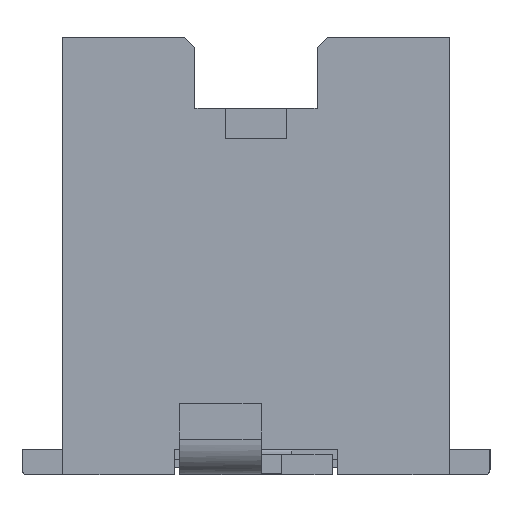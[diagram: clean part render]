
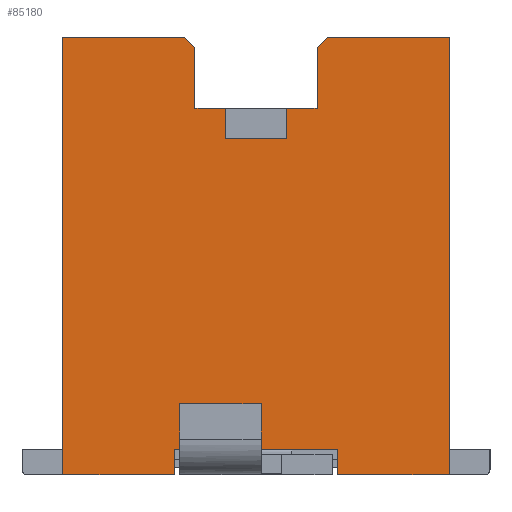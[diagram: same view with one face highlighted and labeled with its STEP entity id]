
A CAD part, left-side view. The second image highlights one B-rep face of the part: STEP entity #85180.
In plain terms, the highlighted planar face has unit normal (-1, 0, 0).
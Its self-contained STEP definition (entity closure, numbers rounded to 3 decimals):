
#12460=CARTESIAN_POINT('',(25.5,76.2,4.3));
#12470=VERTEX_POINT('',#12460);
#12500=CARTESIAN_POINT('',(25.5,77.4,4.3));
#12510=DIRECTION('',(0.,-1.,0.));
#12520=VECTOR('',#12510,1.);
#12530=LINE('',#12500,#12520);
#12540=CARTESIAN_POINT('',(25.5,77.4,4.3));
#12550=VERTEX_POINT('',#12540);
#12560=EDGE_CURVE('',#12550,#12470,#12530,.T.);
#83650=CARTESIAN_POINT('',(25.5,77.4,4.3));
#83660=DIRECTION('',(0.,0.707,-0.707));
#83670=VECTOR('',#83660,1.);
#83680=LINE('',#83650,#83670);
#83690=CARTESIAN_POINT('',(25.5,77.5,4.2));
#83700=VERTEX_POINT('',#83690);
#83710=EDGE_CURVE('',#12550,#83700,#83680,.T.);
#83830=CARTESIAN_POINT('',(25.5,80.,0.));
#83840=DIRECTION('',(1.,0.,0.));
#83850=DIRECTION('',(0.,-1.,0.));
#83860=AXIS2_PLACEMENT_3D('',#83830,#83840,#83850);
#83870=PLANE('',#83860);
#83880=CARTESIAN_POINT('',(25.5,80.,0.));
#83890=DIRECTION('',(0.,-1.,0.));
#83900=VECTOR('',#83890,1.);
#83910=LINE('',#83880,#83900);
#83920=CARTESIAN_POINT('',(25.5,80.,0.));
#83930=VERTEX_POINT('',#83920);
#83940=CARTESIAN_POINT('',(25.5,78.9,0.));
#83950=VERTEX_POINT('',#83940);
#83960=EDGE_CURVE('',#83930,#83950,#83910,.T.);
#83970=ORIENTED_EDGE('',*,*,#83960,.T.);
#83980=CARTESIAN_POINT('',(25.5,80.,4.3));
#83990=DIRECTION('',(0.,0.,-1.));
#84000=VECTOR('',#83990,1.);
#84010=LINE('',#83980,#84000);
#84020=CARTESIAN_POINT('',(25.5,80.,4.3));
#84030=VERTEX_POINT('',#84020);
#84040=EDGE_CURVE('',#84030,#83930,#84010,.T.);
#84050=ORIENTED_EDGE('',*,*,#84040,.T.);
#84060=CARTESIAN_POINT('',(25.5,80.,4.3));
#84070=DIRECTION('',(0.,-1.,0.));
#84080=VECTOR('',#84070,1.);
#84090=LINE('',#84060,#84080);
#84100=CARTESIAN_POINT('',(25.5,78.8,4.3));
#84110=VERTEX_POINT('',#84100);
#84120=EDGE_CURVE('',#84030,#84110,#84090,.T.);
#84130=ORIENTED_EDGE('',*,*,#84120,.F.);
#84140=CARTESIAN_POINT('',(25.5,78.7,4.2));
#84150=DIRECTION('',(0.,0.707,0.707));
#84160=VECTOR('',#84150,1.);
#84170=LINE('',#84140,#84160);
#84180=CARTESIAN_POINT('',(25.5,78.7,4.2));
#84190=VERTEX_POINT('',#84180);
#84200=EDGE_CURVE('',#84190,#84110,#84170,.T.);
#84210=ORIENTED_EDGE('',*,*,#84200,.T.);
#84220=CARTESIAN_POINT('',(25.5,78.7,3.6));
#84230=DIRECTION('',(0.,0.,1.));
#84240=VECTOR('',#84230,1.);
#84250=LINE('',#84220,#84240);
#84260=CARTESIAN_POINT('',(25.5,78.7,3.6));
#84270=VERTEX_POINT('',#84260);
#84280=EDGE_CURVE('',#84270,#84190,#84250,.T.);
#84290=ORIENTED_EDGE('',*,*,#84280,.T.);
#84300=CARTESIAN_POINT('',(25.5,78.4,3.6));
#84310=DIRECTION('',(0.,1.,0.));
#84320=VECTOR('',#84310,1.);
#84330=LINE('',#84300,#84320);
#84340=CARTESIAN_POINT('',(25.5,78.4,3.6));
#84350=VERTEX_POINT('',#84340);
#84360=EDGE_CURVE('',#84350,#84270,#84330,.T.);
#84370=ORIENTED_EDGE('',*,*,#84360,.T.);
#84380=CARTESIAN_POINT('',(25.5,78.4,3.3));
#84390=DIRECTION('',(0.,0.,1.));
#84400=VECTOR('',#84390,1.);
#84410=LINE('',#84380,#84400);
#84420=CARTESIAN_POINT('',(25.5,78.4,3.3));
#84430=VERTEX_POINT('',#84420);
#84440=EDGE_CURVE('',#84430,#84350,#84410,.T.);
#84450=ORIENTED_EDGE('',*,*,#84440,.T.);
#84460=CARTESIAN_POINT('',(25.5,77.8,3.3));
#84470=DIRECTION('',(0.,1.,0.));
#84480=VECTOR('',#84470,1.);
#84490=LINE('',#84460,#84480);
#84500=CARTESIAN_POINT('',(25.5,77.8,3.3));
#84510=VERTEX_POINT('',#84500);
#84520=EDGE_CURVE('',#84510,#84430,#84490,.T.);
#84530=ORIENTED_EDGE('',*,*,#84520,.T.);
#84540=CARTESIAN_POINT('',(25.5,77.8,3.6));
#84550=DIRECTION('',(0.,0.,-1.));
#84560=VECTOR('',#84550,1.);
#84570=LINE('',#84540,#84560);
#84580=CARTESIAN_POINT('',(25.5,77.8,3.6));
#84590=VERTEX_POINT('',#84580);
#84600=EDGE_CURVE('',#84590,#84510,#84570,.T.);
#84610=ORIENTED_EDGE('',*,*,#84600,.T.);
#84620=CARTESIAN_POINT('',(25.5,77.5,3.6));
#84630=DIRECTION('',(0.,1.,0.));
#84640=VECTOR('',#84630,1.);
#84650=LINE('',#84620,#84640);
#84660=CARTESIAN_POINT('',(25.5,77.5,3.6));
#84670=VERTEX_POINT('',#84660);
#84680=EDGE_CURVE('',#84670,#84590,#84650,.T.);
#84690=ORIENTED_EDGE('',*,*,#84680,.T.);
#84700=CARTESIAN_POINT('',(25.5,77.5,4.2));
#84710=DIRECTION('',(0.,0.,-1.));
#84720=VECTOR('',#84710,1.);
#84730=LINE('',#84700,#84720);
#84740=EDGE_CURVE('',#83700,#84670,#84730,.T.);
#84750=ORIENTED_EDGE('',*,*,#84740,.T.);
#84760=ORIENTED_EDGE('',*,*,#83710,.T.);
#84770=ORIENTED_EDGE('',*,*,#12560,.F.);
#84780=CARTESIAN_POINT('',(25.5,76.2,4.3));
#84790=DIRECTION('',(0.,0.,-1.));
#84800=VECTOR('',#84790,1.);
#84810=LINE('',#84780,#84800);
#84820=CARTESIAN_POINT('',(25.5,76.2,0.));
#84830=VERTEX_POINT('',#84820);
#84840=EDGE_CURVE('',#12470,#84830,#84810,.T.);
#84850=ORIENTED_EDGE('',*,*,#84840,.F.);
#84860=CARTESIAN_POINT('',(25.5,77.3,0.));
#84870=DIRECTION('',(0.,-1.,0.));
#84880=VECTOR('',#84870,1.);
#84890=LINE('',#84860,#84880);
#84900=CARTESIAN_POINT('',(25.5,77.3,0.));
#84910=VERTEX_POINT('',#84900);
#84920=EDGE_CURVE('',#84910,#84830,#84890,.T.);
#84930=ORIENTED_EDGE('',*,*,#84920,.T.);
#84940=CARTESIAN_POINT('',(25.5,77.3,0.25));
#84950=DIRECTION('',(0.,0.,-1.));
#84960=VECTOR('',#84950,1.);
#84970=LINE('',#84940,#84960);
#84980=CARTESIAN_POINT('',(25.5,77.3,0.25));
#84990=VERTEX_POINT('',#84980);
#85000=EDGE_CURVE('',#84990,#84910,#84970,.T.);
#85010=ORIENTED_EDGE('',*,*,#85000,.T.);
#85020=CARTESIAN_POINT('',(25.5,78.9,0.25));
#85030=DIRECTION('',(0.,-1.,0.));
#85040=VECTOR('',#85030,1.);
#85050=LINE('',#85020,#85040);
#85060=CARTESIAN_POINT('',(25.5,78.9,0.25));
#85070=VERTEX_POINT('',#85060);
#85080=EDGE_CURVE('',#85070,#84990,#85050,.T.);
#85090=ORIENTED_EDGE('',*,*,#85080,.T.);
#85100=CARTESIAN_POINT('',(25.5,78.9,0.));
#85110=DIRECTION('',(0.,0.,1.));
#85120=VECTOR('',#85110,1.);
#85130=LINE('',#85100,#85120);
#85140=EDGE_CURVE('',#83950,#85070,#85130,.T.);
#85150=ORIENTED_EDGE('',*,*,#85140,.T.);
#85160=EDGE_LOOP('',(#85150,#85090,#85010,#84930,#84850,#84770,#84760,
#84750,#84690,#84610,#84530,#84450,#84370,#84290,#84210,#84130,#84050,
#83970));
#85170=FACE_OUTER_BOUND('',#85160,.T.);
#85180=ADVANCED_FACE('',(#85170),#83870,.F.);
